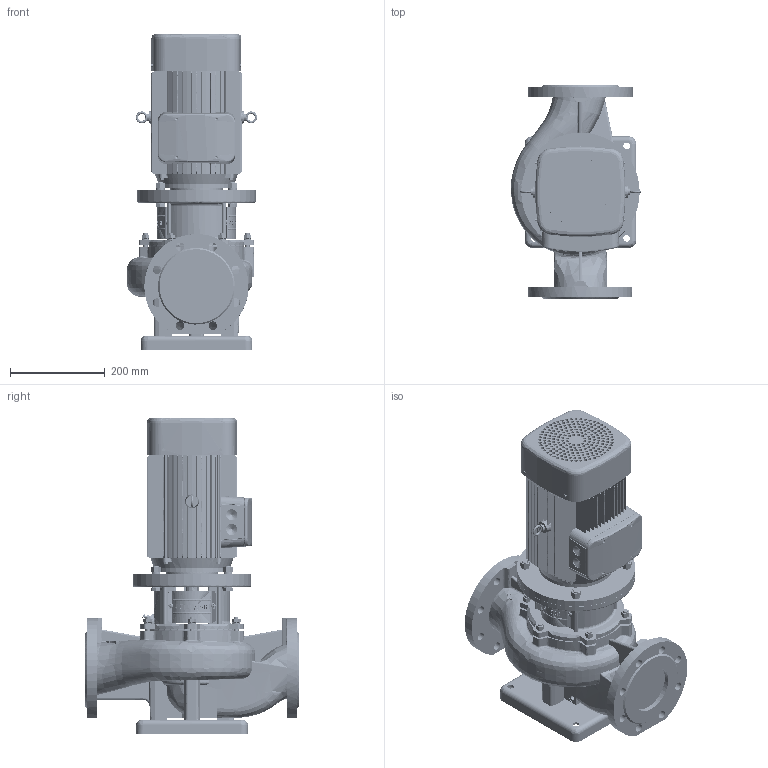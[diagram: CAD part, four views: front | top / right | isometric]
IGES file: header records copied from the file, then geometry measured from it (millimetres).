
Global section: file name: 015P2040; native system: AutoCAD 2021 — Русский (Russian),62HAutod; preprocessor: esk Translation Framework DWG producer (atf_dwg_producer); organization: unknown; date: 20230321.221040; units: millimetre
Bounding box: 274.71 x 450 x 667.5 mm (x, y, z)
Volume: 11427618.3 mm3; surface area: 1704777.8 mm2
Topology: 50 solids, 51 shells, 3931 faces, 11503 edges, 8171 vertices
Faces by surface type: bspline 3839, revolution 92
